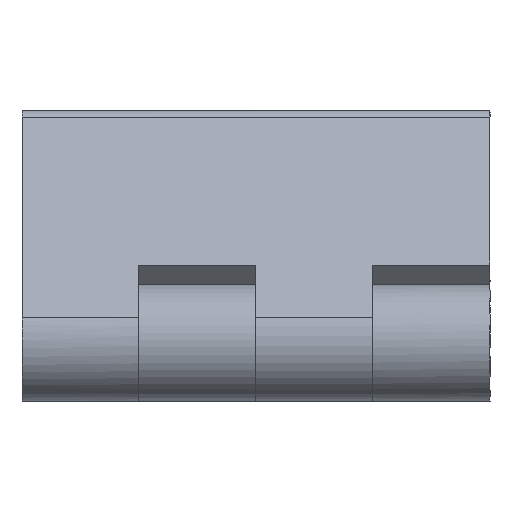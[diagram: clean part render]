
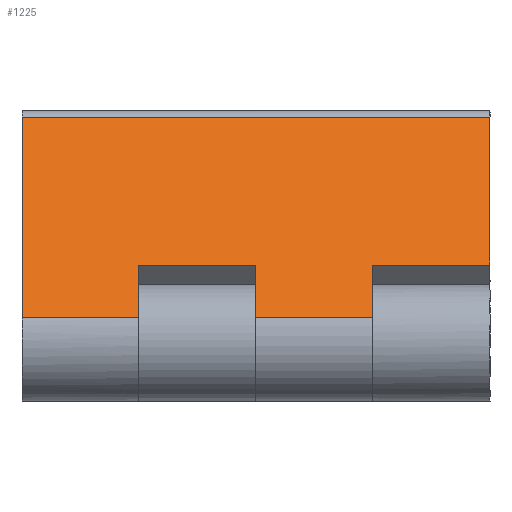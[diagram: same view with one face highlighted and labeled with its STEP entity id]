
A CAD part, front view. The second image highlights one B-rep face of the part: STEP entity #1225.
In plain terms, the highlighted free-form (B-spline) face has degree [1, 1] with [2, 2] control points.
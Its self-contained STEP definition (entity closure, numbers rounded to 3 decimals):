
#1012 = VERTEX_POINT('',#1013);
#1013 = CARTESIAN_POINT('',(-13.677,7.784,
    42.912));
#1029 = VERTEX_POINT('',#1030);
#1030 = CARTESIAN_POINT('',(9.638,7.784,
    42.912));
#1038 = EDGE_CURVE('',#1012,#1029,#1039,.T.);
#1039 = B_SPLINE_CURVE_WITH_KNOTS('',1,(#1040,#1041),.UNSPECIFIED.,.F.,
  .F.,(2,2),(-0.,25.4),.PIECEWISE_BEZIER_KNOTS.);
#1040 = CARTESIAN_POINT('',(-13.677,7.784,
    42.912));
#1041 = CARTESIAN_POINT('',(9.638,7.784,
    42.912));
#1058 = VERTEX_POINT('',#1059);
#1059 = CARTESIAN_POINT('',(32.953,7.784,
    42.912));
#1077 = VERTEX_POINT('',#1078);
#1078 = CARTESIAN_POINT('',(56.268,7.784,
    42.912));
#1086 = EDGE_CURVE('',#1058,#1077,#1087,.T.);
#1087 = B_SPLINE_CURVE_WITH_KNOTS('',1,(#1088,#1089),.UNSPECIFIED.,.F.,
  .F.,(2,2),(50.8,76.2),.PIECEWISE_BEZIER_KNOTS.);
#1088 = CARTESIAN_POINT('',(32.953,7.784,
    42.912));
#1089 = CARTESIAN_POINT('',(56.268,7.784,
    42.912));
#1130 = VERTEX_POINT('',#1131);
#1131 = CARTESIAN_POINT('',(79.583,26.847,
    82.898));
#1137 = EDGE_CURVE('',#1138,#1130,#1140,.T.);
#1138 = VERTEX_POINT('',#1139);
#1139 = CARTESIAN_POINT('',(79.583,12.8,
    53.434));
#1140 = B_SPLINE_CURVE_WITH_KNOTS('',1,(#1141,#1142),.UNSPECIFIED.,.F.,
  .F.,(2,2),(12.7,48.26),.PIECEWISE_BEZIER_KNOTS.);
#1141 = CARTESIAN_POINT('',(79.583,12.8,
    53.434));
#1142 = CARTESIAN_POINT('',(79.583,26.847,
    82.898));
#1225 = ADVANCED_FACE('',(#1226),#1274,.F.);
#1226 = FACE_BOUND('',#1227,.T.);
#1227 = EDGE_LOOP('',(#1228,#1229,#1236,#1241,#1242,#1249,#1256,#1261,
    #1262,#1269));
#1228 = ORIENTED_EDGE('',*,*,#1137,.T.);
#1229 = ORIENTED_EDGE('',*,*,#1230,.T.);
#1230 = EDGE_CURVE('',#1130,#1231,#1233,.T.);
#1231 = VERTEX_POINT('',#1232);
#1232 = CARTESIAN_POINT('',(-13.677,26.847,
    82.898));
#1233 = B_SPLINE_CURVE_WITH_KNOTS('',1,(#1234,#1235),.UNSPECIFIED.,.F.,
  .F.,(2,2),(-101.6,0.),.PIECEWISE_BEZIER_KNOTS.);
#1234 = CARTESIAN_POINT('',(79.583,26.847,
    82.898));
#1235 = CARTESIAN_POINT('',(-13.677,26.847,
    82.898));
#1236 = ORIENTED_EDGE('',*,*,#1237,.F.);
#1237 = EDGE_CURVE('',#1012,#1231,#1238,.T.);
#1238 = B_SPLINE_CURVE_WITH_KNOTS('',1,(#1239,#1240),.UNSPECIFIED.,.F.,
  .F.,(2,2),(0.,48.26),.PIECEWISE_BEZIER_KNOTS.);
#1239 = CARTESIAN_POINT('',(-13.677,7.784,
    42.912));
#1240 = CARTESIAN_POINT('',(-13.677,26.847,
    82.898));
#1241 = ORIENTED_EDGE('',*,*,#1038,.T.);
#1242 = ORIENTED_EDGE('',*,*,#1243,.F.);
#1243 = EDGE_CURVE('',#1244,#1029,#1246,.T.);
#1244 = VERTEX_POINT('',#1245);
#1245 = CARTESIAN_POINT('',(9.638,12.8,
    53.434));
#1246 = B_SPLINE_CURVE_WITH_KNOTS('',1,(#1247,#1248),.UNSPECIFIED.,.F.,
  .F.,(2,2),(-12.7,0.),.PIECEWISE_BEZIER_KNOTS.);
#1247 = CARTESIAN_POINT('',(9.638,12.8,
    53.434));
#1248 = CARTESIAN_POINT('',(9.638,7.784,
    42.912));
#1249 = ORIENTED_EDGE('',*,*,#1250,.F.);
#1250 = EDGE_CURVE('',#1251,#1244,#1253,.T.);
#1251 = VERTEX_POINT('',#1252);
#1252 = CARTESIAN_POINT('',(32.953,12.8,
    53.434));
#1253 = B_SPLINE_CURVE_WITH_KNOTS('',1,(#1254,#1255),.UNSPECIFIED.,.F.,
  .F.,(2,2),(-50.8,-25.4),.PIECEWISE_BEZIER_KNOTS.);
#1254 = CARTESIAN_POINT('',(32.953,12.8,
    53.434));
#1255 = CARTESIAN_POINT('',(9.638,12.8,
    53.434));
#1256 = ORIENTED_EDGE('',*,*,#1257,.T.);
#1257 = EDGE_CURVE('',#1251,#1058,#1258,.T.);
#1258 = B_SPLINE_CURVE_WITH_KNOTS('',1,(#1259,#1260),.UNSPECIFIED.,.F.,
  .F.,(2,2),(-12.7,0.),.PIECEWISE_BEZIER_KNOTS.);
#1259 = CARTESIAN_POINT('',(32.953,12.8,
    53.434));
#1260 = CARTESIAN_POINT('',(32.953,7.784,
    42.912));
#1261 = ORIENTED_EDGE('',*,*,#1086,.T.);
#1262 = ORIENTED_EDGE('',*,*,#1263,.F.);
#1263 = EDGE_CURVE('',#1264,#1077,#1266,.T.);
#1264 = VERTEX_POINT('',#1265);
#1265 = CARTESIAN_POINT('',(56.268,12.8,
    53.434));
#1266 = B_SPLINE_CURVE_WITH_KNOTS('',1,(#1267,#1268),.UNSPECIFIED.,.F.,
  .F.,(2,2),(-12.7,0.),.PIECEWISE_BEZIER_KNOTS.);
#1267 = CARTESIAN_POINT('',(56.268,12.8,
    53.434));
#1268 = CARTESIAN_POINT('',(56.268,7.784,
    42.912));
#1269 = ORIENTED_EDGE('',*,*,#1270,.F.);
#1270 = EDGE_CURVE('',#1138,#1264,#1271,.T.);
#1271 = B_SPLINE_CURVE_WITH_KNOTS('',1,(#1272,#1273),.UNSPECIFIED.,.F.,
  .F.,(2,2),(-101.6,-76.2),.PIECEWISE_BEZIER_KNOTS.);
#1272 = CARTESIAN_POINT('',(79.583,12.8,
    53.434));
#1273 = CARTESIAN_POINT('',(56.268,12.8,
    53.434));
#1274 = B_SPLINE_SURFACE_WITH_KNOTS('',1,1,(
    (#1275,#1276)
    ,(#1277,#1278
    )),.UNSPECIFIED.,.F.,.F.,.F.,(2,2),(2,2),(-48.26,0.),(-101.6,0.),
  .PIECEWISE_BEZIER_KNOTS.);
#1275 = CARTESIAN_POINT('',(79.583,26.847,
    82.898));
#1276 = CARTESIAN_POINT('',(-13.677,26.847,
    82.898));
#1277 = CARTESIAN_POINT('',(79.583,7.784,
    42.912));
#1278 = CARTESIAN_POINT('',(-13.677,7.784,
    42.912));
